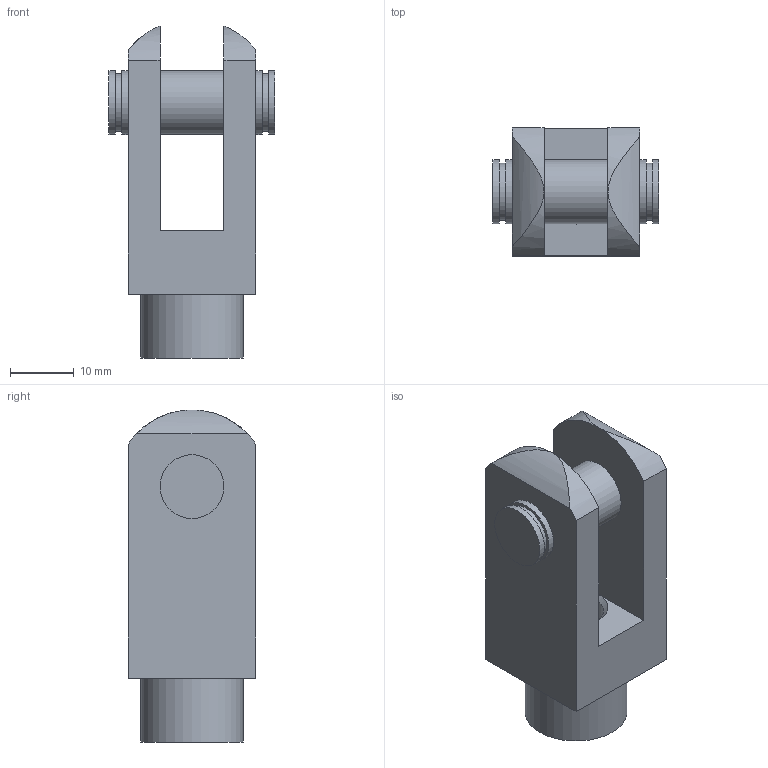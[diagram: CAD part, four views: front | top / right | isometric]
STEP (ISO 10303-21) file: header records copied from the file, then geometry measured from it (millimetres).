
FILE_DESCRIPTION(/* description */ ('STEP AP203'),/* implementation_level */ '2;1');
FILE_NAME(/* name */ 'FJ-M10x1.25YJ',/* time_stamp */ '2024-05-13T13:59:18+02:00',/* author */ ('License CC BY-ND 4.0'),/* organization */ ('CADENAS'),/* preprocessor_version */ 'ST-DEVELOPER v19.3',/* originating_system */ 'PARTsolutions',/* authorisation */ ' ');
FILE_SCHEMA (('CONFIG_CONTROL_DESIGN'));
Length unit declared in the file: millimetre
Products named in the file (1): FJ-M10x1.25YJ
Bounding box: 26 x 20 x 52 mm (x, y, z)
Volume: 11989.8 mm3; surface area: 5847.1 mm2
Topology: 1 solids, 1 shells, 33 faces, 70 edges, 45 vertices
Faces by surface type: plane 16, cylinder 15, cone 2
Full cylindrical faces by diameter (mm): 8.647 x1, 9 x2, 10 x5, 16 x1
Entity records: 874 total; most frequent: CARTESIAN_POINT 158, DIRECTION 150, ORIENTED_EDGE 114, AXIS2_PLACEMENT_3D 63, EDGE_CURVE 57, EDGE_LOOP 54, FACE_BOUND 54, VERTEX_POINT 43
